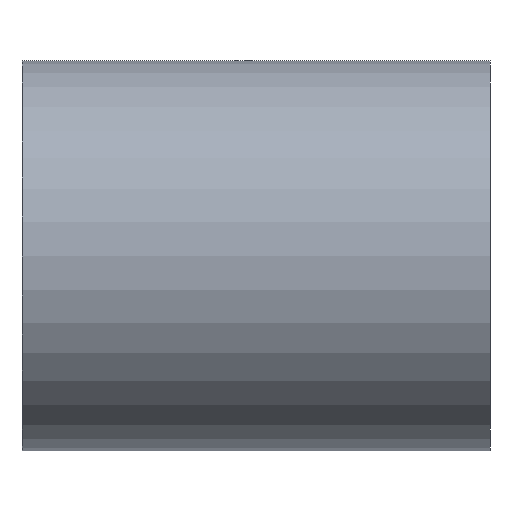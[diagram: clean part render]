
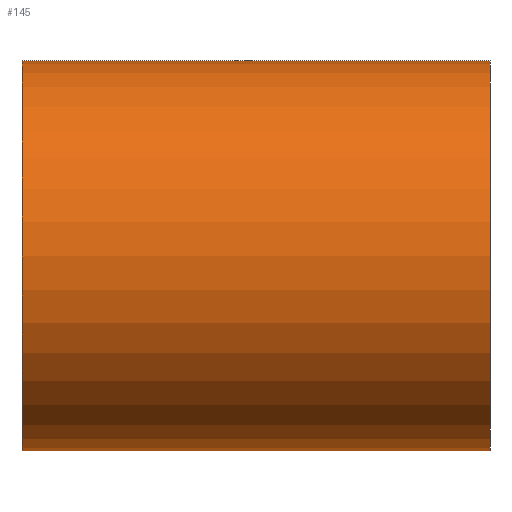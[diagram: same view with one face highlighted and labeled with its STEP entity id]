
A CAD part, front view. The second image highlights one B-rep face of the part: STEP entity #145.
In plain terms, the highlighted cylindrical face has radius 5 mm (diameter 10 mm), a full revolution.
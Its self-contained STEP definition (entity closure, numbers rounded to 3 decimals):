
#145 = ADVANCED_FACE( '', ( #307, #308 ), #309, .T. );
#307 = FACE_OUTER_BOUND( '', #485, .T. );
#308 = FACE_OUTER_BOUND( '', #486, .T. );
#309 = CYLINDRICAL_SURFACE( '', #487, 5. );
#485 = EDGE_LOOP( '', ( #1085 ) );
#486 = EDGE_LOOP( '', ( #1086 ) );
#487 = AXIS2_PLACEMENT_3D( '', #1087, #1088, #1089 );
#1085 = ORIENTED_EDGE( '', *, *, #1221, .T. );
#1086 = ORIENTED_EDGE( '', *, *, #1342, .F. );
#1087 = CARTESIAN_POINT( '', ( 0.3, 0., 0. ) );
#1088 = DIRECTION( '', ( -1., 0., 0. ) );
#1089 = DIRECTION( '', ( 0., 0., -1. ) );
#1221 = EDGE_CURVE( '', #1482, #1482, #1483, .F. );
#1342 = EDGE_CURVE( '', #1668, #1668, #1669, .F. );
#1482 = VERTEX_POINT( '', #1870 );
#1483 = CIRCLE( '', #1871, 5. );
#1668 = VERTEX_POINT( '', #2166 );
#1669 = CIRCLE( '', #2167, 5. );
#1870 = CARTESIAN_POINT( '', ( 0., 0., -5. ) );
#1871 = AXIS2_PLACEMENT_3D( '', #2280, #2281, #2282 );
#2166 = CARTESIAN_POINT( '', ( -12., 0., -5. ) );
#2167 = AXIS2_PLACEMENT_3D( '', #2423, #2424, #2425 );
#2280 = CARTESIAN_POINT( '', ( 0., 0., 0. ) );
#2281 = DIRECTION( '', ( 1., 0., 0. ) );
#2282 = DIRECTION( '', ( 0., 0., -1. ) );
#2423 = CARTESIAN_POINT( '', ( -12., 0., 0. ) );
#2424 = DIRECTION( '', ( 1., 0., 0. ) );
#2425 = DIRECTION( '', ( 0., 0., -1. ) );
